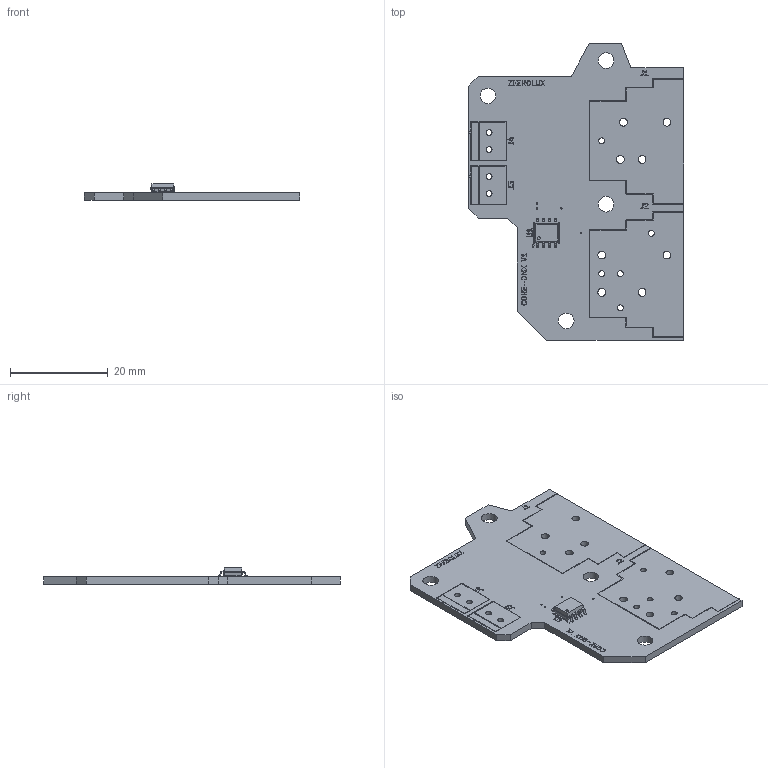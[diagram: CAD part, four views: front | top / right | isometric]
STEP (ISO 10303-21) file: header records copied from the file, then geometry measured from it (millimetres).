
FILE_DESCRIPTION(('KiCad electronic assembly'),'2;1');
FILE_NAME('core-dmx.step','2026-02-24T21:45:33',('Pcbnew'),('Kicad'), 'Open CASCADE STEP processor 7.9','KiCad to STEP converter','Unknown' );
FILE_SCHEMA(('AUTOMOTIVE_DESIGN { 1 0 10303 214 1 1 1 1 }'));
Length unit declared in the file: millimetre
Products named in the file (4): core-dmx 1; SOIC-8_3.9x4.9mm_P1.27mm; core-dmx_silkscreen; core-dmx_PCB
Assembly tree (3 placements, depth 2):
  core-dmx 1
    SOIC-8_3.9x4.9mm_P1.27mm
    core-dmx_silkscreen
    core-dmx_PCB
Bounding box: 44 x 60.7 x 3.35 mm (x, y, z)
Volume: 3247.5 mm3; surface area: 4850.1 mm2
Topology: 2 solids, 39 shells, 225 faces, 1075 edges, 892 vertices
Faces by surface type: plane 152, cylinder 57, bspline 16
Full cylindrical faces by diameter (mm): 0.3 x4, 1.2 x9, 1.6 x8, 3.2 x4
Entity records: 12737 total; most frequent: CARTESIAN_POINT 2268, DIRECTION 1761, ORIENTED_EDGE 1584, EDGE_CURVE 1075, VERTEX_POINT 892, LINE 767, VECTOR 767, AXIS2_PLACEMENT_3D 497
